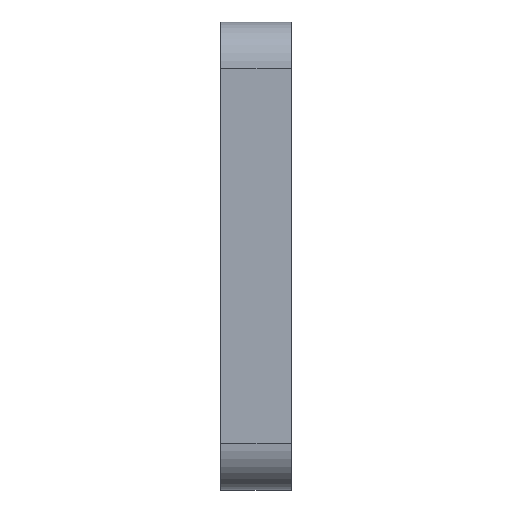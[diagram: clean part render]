
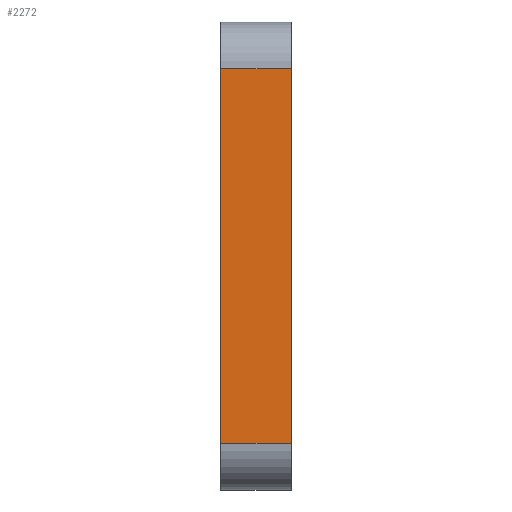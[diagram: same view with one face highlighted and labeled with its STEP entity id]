
A CAD part, left-side view. The second image highlights one B-rep face of the part: STEP entity #2272.
In plain terms, the highlighted planar face has unit normal (-1, 0, 0).
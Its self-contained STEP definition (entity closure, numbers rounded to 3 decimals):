
#60 = VERTEX_POINT ( 'NONE', #746 ) ;
#273 = LINE ( 'NONE', #1607, #365 ) ;
#285 = EDGE_CURVE ( 'NONE', #805, #60, #3272, .T. ) ;
#365 = VECTOR ( 'NONE', #2333, 1000. ) ;
#455 = DIRECTION ( 'NONE',  ( 0., 0., 1. ) ) ;
#476 = DIRECTION ( 'NONE',  ( 0., 0., 1. ) ) ;
#598 = VERTEX_POINT ( 'NONE', #708 ) ;
#650 = CARTESIAN_POINT ( 'NONE',  ( -20., 0., -20. ) ) ;
#708 = CARTESIAN_POINT ( 'NONE',  ( -20., 0., 16. ) ) ;
#719 = CARTESIAN_POINT ( 'NONE',  ( -20., 6., 16. ) ) ;
#738 = CARTESIAN_POINT ( 'NONE',  ( -20., 6., -20. ) ) ;
#746 = CARTESIAN_POINT ( 'NONE',  ( -20., 0., -16. ) ) ;
#805 = VERTEX_POINT ( 'NONE', #1626 ) ;
#822 = VECTOR ( 'NONE', #1753, 1000. ) ;
#940 = EDGE_CURVE ( 'NONE', #598, #2293, #273, .T. ) ;
#986 = CARTESIAN_POINT ( 'NONE',  ( -20., 6., -16. ) ) ;
#1444 = VECTOR ( 'NONE', #476, 1000. ) ;
#1452 = FACE_OUTER_BOUND ( 'NONE', #3295, .T. ) ;
#1509 = LINE ( 'NONE', #650, #3056 ) ;
#1571 = DIRECTION ( 'NONE',  ( 0., 0., -1. ) ) ;
#1603 = EDGE_CURVE ( 'NONE', #805, #2293, #2799, .T. ) ;
#1607 = CARTESIAN_POINT ( 'NONE',  ( -20., 6., 16. ) ) ;
#1626 = CARTESIAN_POINT ( 'NONE',  ( -20., 6., -16. ) ) ;
#1753 = DIRECTION ( 'NONE',  ( 0., -1., 0. ) ) ;
#1921 = DIRECTION ( 'NONE',  ( 1., 0., 0. ) ) ;
#1940 = ORIENTED_EDGE ( 'NONE', *, *, #1603, .F. ) ;
#2083 = ORIENTED_EDGE ( 'NONE', *, *, #940, .T. ) ;
#2091 = EDGE_CURVE ( 'NONE', #60, #598, #1509, .T. ) ;
#2122 = PLANE ( 'NONE',  #2185 ) ;
#2185 = AXIS2_PLACEMENT_3D ( 'NONE', #2526, #1921, #1571 ) ;
#2272 = ADVANCED_FACE ( 'NONE', ( #1452 ), #2122, .F. ) ;
#2293 = VERTEX_POINT ( 'NONE', #719 ) ;
#2333 = DIRECTION ( 'NONE',  ( 0., 1., 0. ) ) ;
#2526 = CARTESIAN_POINT ( 'NONE',  ( -20., 6., -20. ) ) ;
#2654 = ORIENTED_EDGE ( 'NONE', *, *, #2091, .T. ) ;
#2799 = LINE ( 'NONE', #738, #1444 ) ;
#3056 = VECTOR ( 'NONE', #455, 1000. ) ;
#3260 = ORIENTED_EDGE ( 'NONE', *, *, #285, .T. ) ;
#3272 = LINE ( 'NONE', #986, #822 ) ;
#3295 = EDGE_LOOP ( 'NONE', ( #2654, #2083, #1940, #3260 ) ) ;
